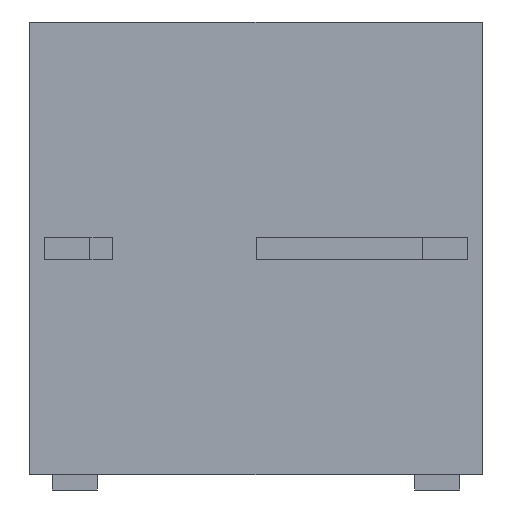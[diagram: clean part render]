
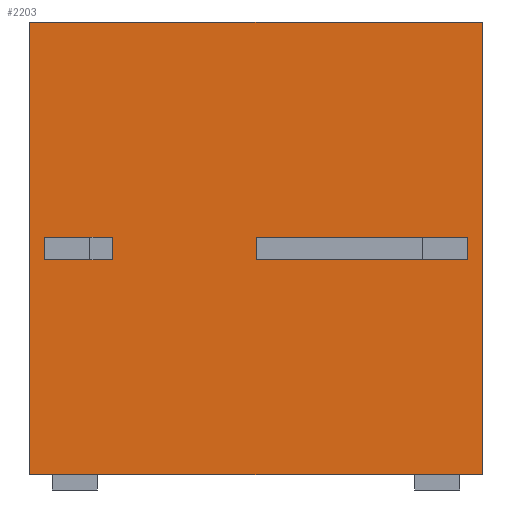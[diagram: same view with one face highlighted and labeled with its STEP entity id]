
A CAD part, front view. The second image highlights one B-rep face of the part: STEP entity #2203.
In plain terms, the highlighted planar face has unit normal (0, -1, 0).
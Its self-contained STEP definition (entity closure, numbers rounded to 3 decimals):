
#10 = ORIENTED_EDGE ( 'NONE', *, *, #2274, .F. ) ;
#20 = EDGE_CURVE ( 'NONE', #2357, #2247, #176, .T. ) ;
#22 = EDGE_LOOP ( 'NONE', ( #2440, #42, #2475, #1974 ) ) ;
#28 = EDGE_CURVE ( 'NONE', #2320, #2267, #219, .T. ) ;
#42 = ORIENTED_EDGE ( 'NONE', *, *, #2153, .F. ) ;
#107 = FACE_OUTER_BOUND ( 'NONE', #22, .T. ) ;
#108 = FACE_BOUND ( 'NONE', #2227, .T. ) ;
#109 = FACE_BOUND ( 'NONE', #2208, .T. ) ;
#110 = PLANE ( 'NONE',  #111 ) ;
#111 = AXIS2_PLACEMENT_3D ( 'NONE', #112, #113, #114 ) ;
#112 = CARTESIAN_POINT ( 'NONE',  ( -3., 0., -3. ) ) ;
#113 = DIRECTION ( 'NONE',  ( 0., -1., 0. ) ) ;
#114 = DIRECTION ( 'NONE',  ( 0., 0., -1. ) ) ;
#121 = LINE ( 'NONE', #122, #123 ) ;
#122 = CARTESIAN_POINT ( 'NONE',  ( 2.8, 0., 0.15 ) ) ;
#123 = VECTOR ( 'NONE', #124, 1000. ) ;
#124 = DIRECTION ( 'NONE',  ( 0., 0., -1. ) ) ;
#176 = LINE ( 'NONE', #177, #178 ) ;
#177 = CARTESIAN_POINT ( 'NONE',  ( -2.8, 0., 0.15 ) ) ;
#178 = VECTOR ( 'NONE', #179, 1000. ) ;
#179 = DIRECTION ( 'NONE',  ( 0., 0., -1. ) ) ;
#219 = LINE ( 'NONE', #220, #221 ) ;
#220 = CARTESIAN_POINT ( 'NONE',  ( -3., 0., 3. ) ) ;
#221 = VECTOR ( 'NONE', #222, 1000. ) ;
#222 = DIRECTION ( 'NONE',  ( 1., 0., 0. ) ) ;
#234 = LINE ( 'NONE', #235, #236 ) ;
#235 = CARTESIAN_POINT ( 'NONE',  ( 3., 0., 3. ) ) ;
#236 = VECTOR ( 'NONE', #237, 1000. ) ;
#237 = DIRECTION ( 'NONE',  ( 0., 0., -1. ) ) ;
#308 = CARTESIAN_POINT ( 'NONE',  ( -2.8, 0., -0.15 ) ) ;
#358 = CARTESIAN_POINT ( 'NONE',  ( 3., 0., -3. ) ) ;
#373 = CARTESIAN_POINT ( 'NONE',  ( 3., 0., 3. ) ) ;
#393 = LINE ( 'NONE', #394, #395 ) ;
#394 = CARTESIAN_POINT ( 'NONE',  ( 2.2, 0., 0.15 ) ) ;
#395 = VECTOR ( 'NONE', #396, 1000. ) ;
#396 = DIRECTION ( 'NONE',  ( 0., 0., -1. ) ) ;
#425 = EDGE_CURVE ( 'NONE', #2515, #1971, #479, .T. ) ;
#430 = LINE ( 'NONE', #431, #432 ) ;
#431 = CARTESIAN_POINT ( 'NONE',  ( -3., 0., 3. ) ) ;
#432 = VECTOR ( 'NONE', #433, 1000. ) ;
#433 = DIRECTION ( 'NONE',  ( 0., 0., 1. ) ) ;
#479 = LINE ( 'NONE', #480, #481 ) ;
#480 = CARTESIAN_POINT ( 'NONE',  ( 2.2, 0., 0.15 ) ) ;
#481 = VECTOR ( 'NONE', #482, 1000. ) ;
#482 = DIRECTION ( 'NONE',  ( -1., 0., 0. ) ) ;
#573 = CARTESIAN_POINT ( 'NONE',  ( -3., 0., 3. ) ) ;
#579 = LINE ( 'NONE', #580, #581 ) ;
#580 = CARTESIAN_POINT ( 'NONE',  ( -2.2, 0., 0.15 ) ) ;
#581 = VECTOR ( 'NONE', #582, 1000. ) ;
#582 = DIRECTION ( 'NONE',  ( -1., 0., 0. ) ) ;
#726 = EDGE_CURVE ( 'NONE', #2385, #2357, #579, .T. ) ;
#742 = CARTESIAN_POINT ( 'NONE',  ( 2.2, 0., -0.15 ) ) ;
#758 = LINE ( 'NONE', #759, #760 ) ;
#759 = CARTESIAN_POINT ( 'NONE',  ( -2.2, 0., -0.15 ) ) ;
#760 = VECTOR ( 'NONE', #761, 1000. ) ;
#761 = DIRECTION ( 'NONE',  ( -1., 0., 0. ) ) ;
#775 = CARTESIAN_POINT ( 'NONE',  ( -2.8, 0., 0.15 ) ) ;
#782 = LINE ( 'NONE', #783, #784 ) ;
#783 = CARTESIAN_POINT ( 'NONE',  ( 2.2, 0., -0.15 ) ) ;
#784 = VECTOR ( 'NONE', #785, 1000. ) ;
#785 = DIRECTION ( 'NONE',  ( -1., 0., 0. ) ) ;
#955 = CARTESIAN_POINT ( 'NONE',  ( -2.2, 0., 0.15 ) ) ;
#1093 = EDGE_CURVE ( 'NONE', #2059, #2247, #758, .T. ) ;
#1172 = LINE ( 'NONE', #1173, #1174 ) ;
#1173 = CARTESIAN_POINT ( 'NONE',  ( -3., 0., -3. ) ) ;
#1174 = VECTOR ( 'NONE', #1175, 1000. ) ;
#1175 = DIRECTION ( 'NONE',  ( -1., 0., 0. ) ) ;
#1283 = CARTESIAN_POINT ( 'NONE',  ( -3., 0., -3. ) ) ;
#1478 = CARTESIAN_POINT ( 'NONE',  ( 2.2, 0., 0.15 ) ) ;
#1605 = ORIENTED_EDGE ( 'NONE', *, *, #20, .F. ) ;
#1668 = CARTESIAN_POINT ( 'NONE',  ( 2.8, 0., 0.15 ) ) ;
#1750 = LINE ( 'NONE', #1751, #1752 ) ;
#1751 = CARTESIAN_POINT ( 'NONE',  ( -2.2, 0., 0.15 ) ) ;
#1752 = VECTOR ( 'NONE', #1753, 1000. ) ;
#1753 = DIRECTION ( 'NONE',  ( 0., 0., -1. ) ) ;
#1820 = CARTESIAN_POINT ( 'NONE',  ( -2.2, 0., -0.15 ) ) ;
#1856 = CARTESIAN_POINT ( 'NONE',  ( 2.8, 0., -0.15 ) ) ;
#1971 = VERTEX_POINT ( 'NONE', #1478 ) ;
#1974 = ORIENTED_EDGE ( 'NONE', *, *, #28, .F. ) ;
#1977 = ORIENTED_EDGE ( 'NONE', *, *, #425, .F. ) ;
#2044 = EDGE_CURVE ( 'NONE', #2385, #2059, #1750, .T. ) ;
#2059 = VERTEX_POINT ( 'NONE', #1820 ) ;
#2081 = ORIENTED_EDGE ( 'NONE', *, *, #1093, .T. ) ;
#2084 = VERTEX_POINT ( 'NONE', #742 ) ;
#2089 = EDGE_CURVE ( 'NONE', #2568, #2084, #782, .T. ) ;
#2153 = EDGE_CURVE ( 'NONE', #2264, #2168, #1172, .T. ) ;
#2168 = VERTEX_POINT ( 'NONE', #1283 ) ;
#2203 = ADVANCED_FACE ( 'NONE', ( #107, #108, #109 ), #110, .T. ) ;
#2208 = EDGE_LOOP ( 'NONE', ( #1605, #2288, #2572, #2081 ) ) ;
#2226 = EDGE_CURVE ( 'NONE', #2267, #2264, #234, .T. ) ;
#2227 = EDGE_LOOP ( 'NONE', ( #1977, #2698, #2336, #10 ) ) ;
#2247 = VERTEX_POINT ( 'NONE', #308 ) ;
#2264 = VERTEX_POINT ( 'NONE', #358 ) ;
#2267 = VERTEX_POINT ( 'NONE', #373 ) ;
#2274 = EDGE_CURVE ( 'NONE', #1971, #2084, #393, .T. ) ;
#2285 = EDGE_CURVE ( 'NONE', #2168, #2320, #430, .T. ) ;
#2288 = ORIENTED_EDGE ( 'NONE', *, *, #726, .F. ) ;
#2320 = VERTEX_POINT ( 'NONE', #573 ) ;
#2336 = ORIENTED_EDGE ( 'NONE', *, *, #2089, .T. ) ;
#2357 = VERTEX_POINT ( 'NONE', #775 ) ;
#2385 = VERTEX_POINT ( 'NONE', #955 ) ;
#2440 = ORIENTED_EDGE ( 'NONE', *, *, #2285, .F. ) ;
#2475 = ORIENTED_EDGE ( 'NONE', *, *, #2226, .F. ) ;
#2515 = VERTEX_POINT ( 'NONE', #1668 ) ;
#2568 = VERTEX_POINT ( 'NONE', #1856 ) ;
#2572 = ORIENTED_EDGE ( 'NONE', *, *, #2044, .T. ) ;
#2690 = EDGE_CURVE ( 'NONE', #2515, #2568, #121, .T. ) ;
#2698 = ORIENTED_EDGE ( 'NONE', *, *, #2690, .T. ) ;
